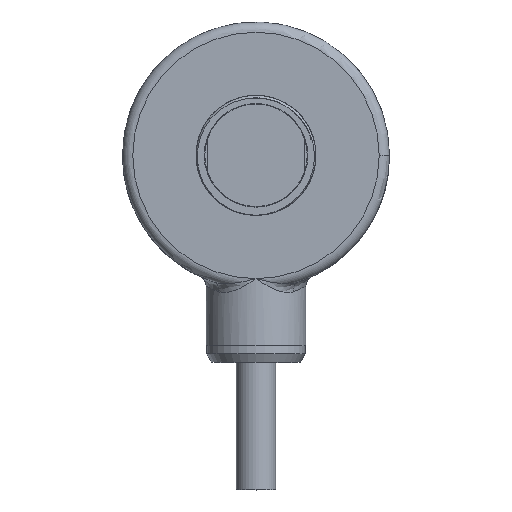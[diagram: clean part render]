
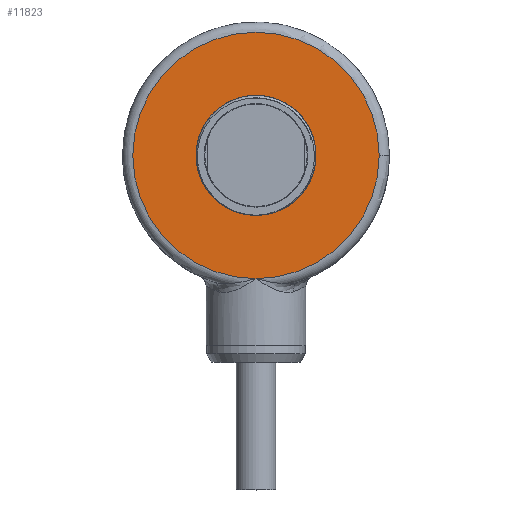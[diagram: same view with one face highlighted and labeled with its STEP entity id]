
A CAD part, top view. The second image highlights one B-rep face of the part: STEP entity #11823.
In plain terms, the highlighted planar face has unit normal (0, 0, 1).
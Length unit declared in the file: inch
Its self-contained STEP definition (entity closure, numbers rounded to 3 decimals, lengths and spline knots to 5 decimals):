
#1263=CARTESIAN_POINT('',(0.,1.122,0.295));
#1264=DIRECTION('',(0.,0.,1.));
#1265=DIRECTION('',(1.,0.,0.));
#1266=AXIS2_PLACEMENT_3D('',#1263,#1264,#1265);
#1268=CARTESIAN_POINT('',(0.,1.122,0.295));
#1269=DIRECTION('',(0.,0.,1.));
#1270=DIRECTION('',(0.,-1.,0.));
#1271=AXIS2_PLACEMENT_3D('',#1268,#1269,#1270);
#1283=CARTESIAN_POINT('',(0.,1.122,0.295));
#1284=DIRECTION('',(0.,0.,1.));
#1285=DIRECTION('',(0.,-1.,0.));
#1286=AXIS2_PLACEMENT_3D('',#1283,#1284,#1285);
#1288=CARTESIAN_POINT('',(0.,1.122,0.295));
#1289=DIRECTION('',(0.,0.,1.));
#1290=DIRECTION('',(0.,1.,0.));
#1291=AXIS2_PLACEMENT_3D('',#1288,#1289,#1290);
#9642=CARTESIAN_POINT('',(0.7275,1.122,0.295));
#9643=CARTESIAN_POINT('',(0.,0.3945,0.295));
#9644=VERTEX_POINT('',#9642);
#9645=VERTEX_POINT('',#9643);
#9822=CARTESIAN_POINT('',(0.,0.77075,0.295));
#9823=CARTESIAN_POINT('',(0.,1.47325,0.295));
#9824=VERTEX_POINT('',#9822);
#9825=VERTEX_POINT('',#9823);
#11808=CARTESIAN_POINT('',(0.,1.122,0.295));
#11809=DIRECTION('',(0.,0.,1.));
#11810=DIRECTION('',(1.,0.,0.));
#11811=AXIS2_PLACEMENT_3D('',#11808,#11809,#11810);
#11812=PLANE('',#11811);
#11813=ORIENTED_EDGE('',*,*,#11788,.F.);
#11814=ORIENTED_EDGE('',*,*,#11799,.F.);
#11815=EDGE_LOOP('',(#11813,#11814));
#11816=FACE_OUTER_BOUND('',#11815,.F.);
#11818=ORIENTED_EDGE('',*,*,#11817,.T.);
#11820=ORIENTED_EDGE('',*,*,#11819,.T.);
#11821=EDGE_LOOP('',(#11818,#11820));
#11822=FACE_BOUND('',#11821,.F.);
#11823=ADVANCED_FACE('',(#11816,#11822),#11812,.T.);
#1267=CIRCLE('',#1266,0.7275);
#1272=CIRCLE('',#1271,0.7275);
#1287=CIRCLE('',#1286,0.35125);
#1292=CIRCLE('',#1291,0.35125);
#11788=EDGE_CURVE('',#9644,#9645,#1267,.T.);
#11799=EDGE_CURVE('',#9645,#9644,#1272,.T.);
#11817=EDGE_CURVE('',#9824,#9825,#1287,.T.);
#11819=EDGE_CURVE('',#9825,#9824,#1292,.T.);
